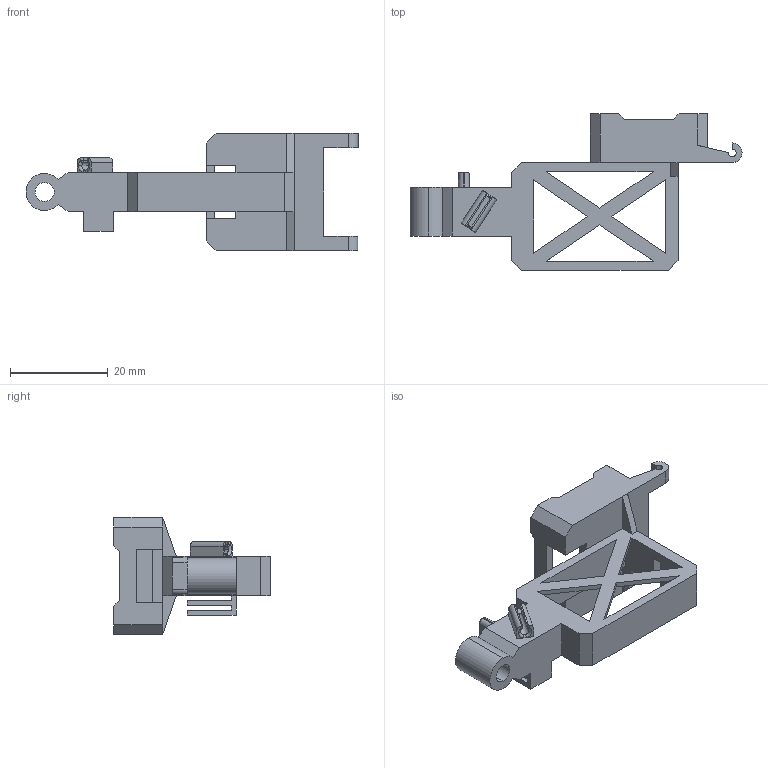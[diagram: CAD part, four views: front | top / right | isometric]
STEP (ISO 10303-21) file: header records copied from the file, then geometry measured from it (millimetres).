
FILE_DESCRIPTION (( 'STEP AP203' ), '1' );
FILE_NAME ('GEPRC Cinebot30 GPS and antenna holder.STEP', '2024-02-12T10:10:24', ( '' ), ( '' ), 'SwSTEP 2.0', 'SolidWorks 2022', '' );
FILE_SCHEMA (( 'CONFIG_CONTROL_DESIGN' ));
Length unit declared in the file: millimetre
Products named in the file (1): GEPRC Cinebot30 GPS and antenna holder
Bounding box: 67.8 x 32 x 24 mm (x, y, z)
Volume: 5801.7 mm3; surface area: 6236.7 mm2
Topology: 1 solids, 1 shells, 149 faces, 429 edges, 278 vertices
Faces by surface type: plane 106, cylinder 31, torus 6, sphere 4, bspline 2
Entity records: 4960 total; most frequent: CARTESIAN_POINT 937, ORIENTED_EDGE 858, DIRECTION 783, EDGE_CURVE 429, VECTOR 343, LINE 343, VERTEX_POINT 278, AXIS2_PLACEMENT_3D 220
